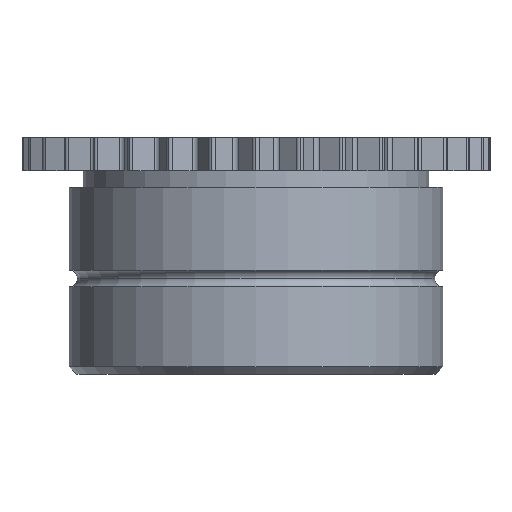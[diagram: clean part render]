
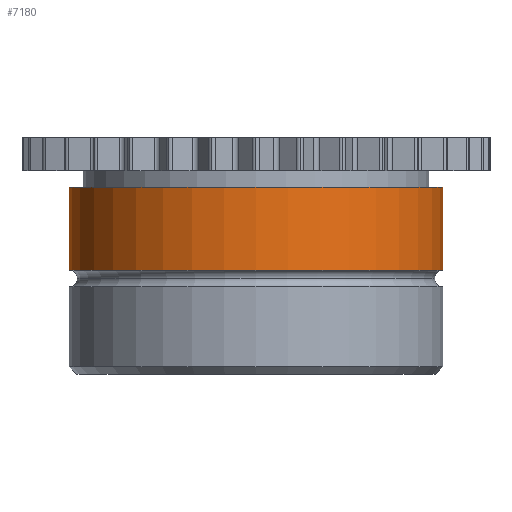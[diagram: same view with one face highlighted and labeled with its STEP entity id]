
A CAD part, front view. The second image highlights one B-rep face of the part: STEP entity #7180.
In plain terms, the highlighted cylindrical face has radius 1.58 mm (diameter 3.16 mm), a partial arc.
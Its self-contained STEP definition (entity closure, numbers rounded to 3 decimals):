
#33 = VERTEX_POINT ( 'NONE', #6700 ) ;
#107 = VECTOR ( 'NONE', #5585, 1000. ) ;
#239 = AXIS2_PLACEMENT_3D ( 'NONE', #5099, #4456, #1447 ) ;
#692 = AXIS2_PLACEMENT_3D ( 'NONE', #6043, #3073, #2349 ) ;
#866 = ORIENTED_EDGE ( 'NONE', *, *, #2278, .T. ) ;
#1027 = DIRECTION ( 'NONE',  ( 1., 0., 0. ) ) ;
#1038 = AXIS2_PLACEMENT_3D ( 'NONE', #6650, #2912, #1027 ) ;
#1110 = CARTESIAN_POINT ( 'NONE',  ( -1.58, 0., 0.7 ) ) ;
#1212 = EDGE_CURVE ( 'NONE', #1795, #33, #1828, .T. ) ;
#1218 = EDGE_CURVE ( 'NONE', #33, #1633, #2724, .T. ) ;
#1447 = DIRECTION ( 'NONE',  ( 1., 0., 0. ) ) ;
#1633 = VERTEX_POINT ( 'NONE', #2103 ) ;
#1795 = VERTEX_POINT ( 'NONE', #3063 ) ;
#1828 = LINE ( 'NONE', #1110, #2209 ) ;
#2033 = ORIENTED_EDGE ( 'NONE', *, *, #1212, .F. ) ;
#2103 = CARTESIAN_POINT ( 'NONE',  ( 1.58, 0., 0.58 ) ) ;
#2209 = VECTOR ( 'NONE', #6126, 1000. ) ;
#2267 = ORIENTED_EDGE ( 'NONE', *, *, #1218, .F. ) ;
#2278 = EDGE_CURVE ( 'NONE', #2688, #1633, #4300, .T. ) ;
#2349 = DIRECTION ( 'NONE',  ( 1., 0., 0. ) ) ;
#2368 = EDGE_CURVE ( 'NONE', #1795, #2688, #2541, .T. ) ;
#2524 = CARTESIAN_POINT ( 'NONE',  ( 1.58, 0., -0.12 ) ) ;
#2541 = CIRCLE ( 'NONE', #239, 1.58 ) ;
#2688 = VERTEX_POINT ( 'NONE', #2524 ) ;
#2724 = CIRCLE ( 'NONE', #692, 1.58 ) ;
#2912 = DIRECTION ( 'NONE',  ( 0., 0., 1. ) ) ;
#3063 = CARTESIAN_POINT ( 'NONE',  ( -1.58, 0., -0.12 ) ) ;
#3073 = DIRECTION ( 'NONE',  ( 0., 0., 1. ) ) ;
#3464 = FACE_OUTER_BOUND ( 'NONE', #3478, .T. ) ;
#3478 = EDGE_LOOP ( 'NONE', ( #2033, #6259, #866, #2267 ) ) ;
#4300 = LINE ( 'NONE', #6188, #107 ) ;
#4456 = DIRECTION ( 'NONE',  ( 0., 0., 1. ) ) ;
#4637 = CYLINDRICAL_SURFACE ( 'NONE', #1038, 1.58 ) ;
#5099 = CARTESIAN_POINT ( 'NONE',  ( 0., 0., -0.12 ) ) ;
#5585 = DIRECTION ( 'NONE',  ( 0., 0., 1. ) ) ;
#6043 = CARTESIAN_POINT ( 'NONE',  ( 0., 0., 0.58 ) ) ;
#6126 = DIRECTION ( 'NONE',  ( 0., 0., 1. ) ) ;
#6188 = CARTESIAN_POINT ( 'NONE',  ( 1.58, 0., 0.7 ) ) ;
#6259 = ORIENTED_EDGE ( 'NONE', *, *, #2368, .T. ) ;
#6650 = CARTESIAN_POINT ( 'NONE',  ( 0., 0., 0.7 ) ) ;
#6700 = CARTESIAN_POINT ( 'NONE',  ( -1.58, 0., 0.58 ) ) ;
#7180 = ADVANCED_FACE ( 'NONE', ( #3464 ), #4637, .T. ) ;
